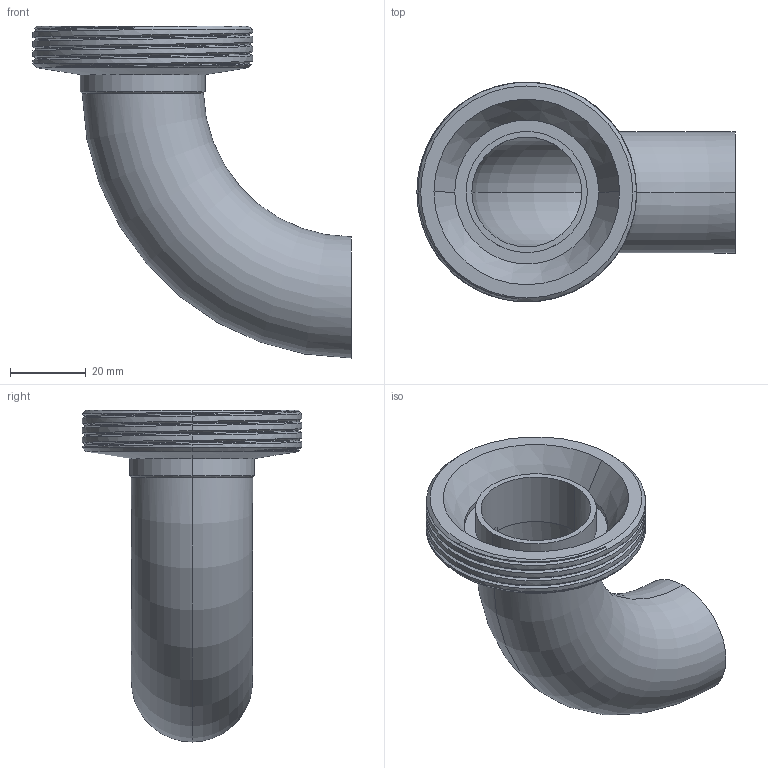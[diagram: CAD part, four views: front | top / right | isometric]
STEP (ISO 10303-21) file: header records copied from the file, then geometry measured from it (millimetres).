
FILE_DESCRIPTION (( 'STEP AP203' ), '1' );
FILE_NAME ('3D_M-3004_32_174784275.STEP', '2024-09-10T05:33:14', ( '' ), ( '' ), 'SwSTEP 2.0', 'SolidWorks 2024', '' );
FILE_SCHEMA (( 'CONFIG_CONTROL_DESIGN' ));
Length unit declared in the file: millimetre
Products named in the file (1): 3D_M-3004_32_174784275
Bounding box: 84 x 58 x 87.66 mm (x, y, z)
Volume: 29279.7 mm3; surface area: 25847.7 mm2
Topology: 1 solids, 1 shells, 41 faces, 100 edges, 63 vertices
Faces by surface type: cylinder 17, cone 10, plane 7, torus 4, bspline 3
Entity records: 3724 total; most frequent: CARTESIAN_POINT 2740, ORIENTED_EDGE 200, DIRECTION 180, EDGE_CURVE 100, AXIS2_PLACEMENT_3D 77, VERTEX_POINT 63, EDGE_LOOP 45, ADVANCED_FACE 41
